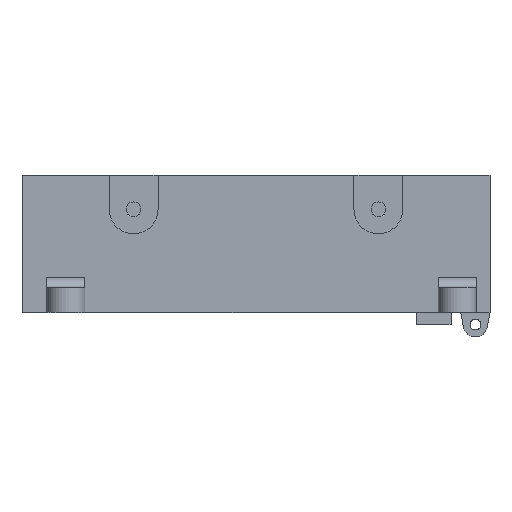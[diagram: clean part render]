
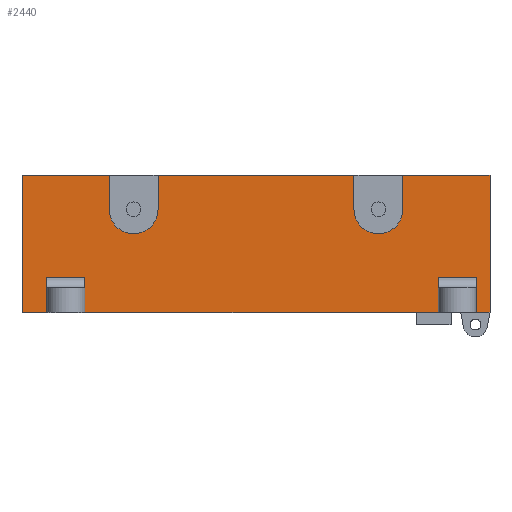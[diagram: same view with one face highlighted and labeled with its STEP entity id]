
A CAD part, top view. The second image highlights one B-rep face of the part: STEP entity #2440.
In plain terms, the highlighted planar face has unit normal (0, 0, 1).
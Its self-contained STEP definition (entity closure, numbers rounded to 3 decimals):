
#98=CIRCLE('',#2615,5.);
#101=CIRCLE('',#2623,5.);
#245=FACE_OUTER_BOUND('',#385,.T.);
#385=EDGE_LOOP('',(#2211,#2212,#2213,#2214,#2215,#2216,#2217,#2218,#2219,
#2220,#2221,#2222,#2223,#2224,#2225,#2226,#2227,#2228,#2229,#2230));
#443=LINE('',#3414,#727);
#446=LINE('',#3422,#730);
#449=LINE('',#3430,#733);
#510=LINE('',#3613,#794);
#515=LINE('',#3648,#799);
#527=LINE('',#3719,#811);
#528=LINE('',#3721,#812);
#531=LINE('',#3727,#815);
#534=LINE('',#3732,#818);
#617=LINE('',#3929,#901);
#622=LINE('',#3943,#906);
#627=LINE('',#3956,#911);
#632=LINE('',#3970,#916);
#636=LINE('',#3978,#920);
#637=LINE('',#3979,#921);
#638=LINE('',#3981,#922);
#668=LINE('',#4038,#952);
#670=LINE('',#4041,#954);
#727=VECTOR('',#2760,10.);
#730=VECTOR('',#2765,10.);
#733=VECTOR('',#2770,10.);
#794=VECTOR('',#2915,10.);
#799=VECTOR('',#2934,10.);
#811=VECTOR('',#2968,10.);
#812=VECTOR('',#2971,10.);
#815=VECTOR('',#2980,10.);
#818=VECTOR('',#2987,10.);
#901=VECTOR('',#3176,10.);
#906=VECTOR('',#3189,10.);
#911=VECTOR('',#3202,10.);
#916=VECTOR('',#3215,10.);
#920=VECTOR('',#3223,10.);
#921=VECTOR('',#3224,10.);
#922=VECTOR('',#3225,10.);
#952=VECTOR('',#3273,10.);
#954=VECTOR('',#3277,10.);
#997=VERTEX_POINT('',#3411);
#998=VERTEX_POINT('',#3413);
#1001=VERTEX_POINT('',#3419);
#1002=VERTEX_POINT('',#3421);
#1005=VERTEX_POINT('',#3427);
#1006=VERTEX_POINT('',#3429);
#1071=VERTEX_POINT('',#3610);
#1072=VERTEX_POINT('',#3612);
#1080=VERTEX_POINT('',#3645);
#1081=VERTEX_POINT('',#3647);
#1151=VERTEX_POINT('',#3927);
#1152=VERTEX_POINT('',#3928);
#1155=VERTEX_POINT('',#3936);
#1157=VERTEX_POINT('',#3942);
#1160=VERTEX_POINT('',#3954);
#1161=VERTEX_POINT('',#3955);
#1164=VERTEX_POINT('',#3963);
#1166=VERTEX_POINT('',#3969);
#1168=VERTEX_POINT('',#3977);
#1169=VERTEX_POINT('',#3980);
#1252=EDGE_CURVE('',#997,#998,#443,.T.);
#1256=EDGE_CURVE('',#1001,#1002,#446,.T.);
#1260=EDGE_CURVE('',#1005,#1006,#449,.T.);
#1344=EDGE_CURVE('',#1071,#1072,#510,.T.);
#1355=EDGE_CURVE('',#1080,#1081,#515,.T.);
#1374=EDGE_CURVE('',#1001,#1072,#527,.T.);
#1375=EDGE_CURVE('',#1071,#998,#528,.T.);
#1378=EDGE_CURVE('',#1080,#1002,#531,.T.);
#1381=EDGE_CURVE('',#1005,#1081,#534,.T.);
#1478=EDGE_CURVE('',#1151,#1152,#617,.T.);
#1482=EDGE_CURVE('',#1152,#1155,#98,.T.);
#1485=EDGE_CURVE('',#1155,#1157,#622,.T.);
#1491=EDGE_CURVE('',#1160,#1161,#627,.T.);
#1495=EDGE_CURVE('',#1161,#1164,#101,.T.);
#1498=EDGE_CURVE('',#1164,#1166,#632,.T.);
#1502=EDGE_CURVE('',#1168,#1157,#636,.T.);
#1503=EDGE_CURVE('',#1151,#1166,#637,.T.);
#1504=EDGE_CURVE('',#1160,#1169,#638,.T.);
#1534=EDGE_CURVE('',#1006,#1168,#668,.T.);
#1536=EDGE_CURVE('',#997,#1169,#670,.T.);
#2211=ORIENTED_EDGE('',*,*,#1375,.T.);
#2212=ORIENTED_EDGE('',*,*,#1252,.F.);
#2213=ORIENTED_EDGE('',*,*,#1536,.T.);
#2214=ORIENTED_EDGE('',*,*,#1504,.F.);
#2215=ORIENTED_EDGE('',*,*,#1491,.T.);
#2216=ORIENTED_EDGE('',*,*,#1495,.T.);
#2217=ORIENTED_EDGE('',*,*,#1498,.T.);
#2218=ORIENTED_EDGE('',*,*,#1503,.F.);
#2219=ORIENTED_EDGE('',*,*,#1478,.T.);
#2220=ORIENTED_EDGE('',*,*,#1482,.T.);
#2221=ORIENTED_EDGE('',*,*,#1485,.T.);
#2222=ORIENTED_EDGE('',*,*,#1502,.F.);
#2223=ORIENTED_EDGE('',*,*,#1534,.F.);
#2224=ORIENTED_EDGE('',*,*,#1260,.F.);
#2225=ORIENTED_EDGE('',*,*,#1381,.T.);
#2226=ORIENTED_EDGE('',*,*,#1355,.F.);
#2227=ORIENTED_EDGE('',*,*,#1378,.T.);
#2228=ORIENTED_EDGE('',*,*,#1256,.F.);
#2229=ORIENTED_EDGE('',*,*,#1374,.T.);
#2230=ORIENTED_EDGE('',*,*,#1344,.F.);
#2323=PLANE('',#2638);
#2440=ADVANCED_FACE('',(#245),#2323,.T.);
#2615=AXIS2_PLACEMENT_3D('',#3937,#3182,#3183);
#2623=AXIS2_PLACEMENT_3D('',#3964,#3208,#3209);
#2638=AXIS2_PLACEMENT_3D('',#4042,#3278,#3279);
#2760=DIRECTION('',(-1.,0.,0.));
#2765=DIRECTION('',(-1.,0.,0.));
#2770=DIRECTION('',(-1.,0.,0.));
#2915=DIRECTION('',(-1.,0.,0.));
#2934=DIRECTION('',(-1.,0.,0.));
#2968=DIRECTION('',(0.,1.,0.));
#2971=DIRECTION('',(0.,-1.,0.));
#2980=DIRECTION('',(0.,-1.,0.));
#2987=DIRECTION('',(0.,1.,0.));
#3176=DIRECTION('',(0.,-1.,0.));
#3182=DIRECTION('center_axis',(0.,0.,-1.));
#3183=DIRECTION('ref_axis',(-1.,0.,0.));
#3189=DIRECTION('',(0.,1.,0.));
#3202=DIRECTION('',(0.,-1.,0.));
#3208=DIRECTION('center_axis',(0.,0.,-1.));
#3209=DIRECTION('ref_axis',(-1.,0.,0.));
#3215=DIRECTION('',(0.,1.,0.));
#3223=DIRECTION('',(1.,0.,0.));
#3224=DIRECTION('',(1.,0.,0.));
#3225=DIRECTION('',(1.,0.,0.));
#3273=DIRECTION('',(0.,1.,0.));
#3277=DIRECTION('',(0.,1.,0.));
#3278=DIRECTION('center_axis',(0.,0.,1.));
#3279=DIRECTION('ref_axis',(1.,0.,0.));
#3411=CARTESIAN_POINT('',(47.8,0.,36.608));
#3413=CARTESIAN_POINT('',(45.031,0.,36.608));
#3414=CARTESIAN_POINT('',(47.8,0.,36.608));
#3419=CARTESIAN_POINT('',(37.231,0.,36.608));
#3421=CARTESIAN_POINT('',(-34.969,0.,36.608));
#3422=CARTESIAN_POINT('',(47.8,0.,36.608));
#3427=CARTESIAN_POINT('',(-42.769,0.,36.608));
#3429=CARTESIAN_POINT('',(-47.8,0.,36.608));
#3430=CARTESIAN_POINT('',(47.8,0.,36.608));
#3610=CARTESIAN_POINT('',(45.031,7.,36.608));
#3612=CARTESIAN_POINT('',(37.231,7.,36.608));
#3613=CARTESIAN_POINT('',(-3.335,7.,36.608));
#3645=CARTESIAN_POINT('',(-34.969,7.,36.608));
#3647=CARTESIAN_POINT('',(-42.769,7.,36.608));
#3648=CARTESIAN_POINT('',(-43.335,7.,36.608));
#3719=CARTESIAN_POINT('',(37.231,0.,36.608));
#3721=CARTESIAN_POINT('',(45.031,0.,36.608));
#3727=CARTESIAN_POINT('',(-34.969,0.,36.608));
#3732=CARTESIAN_POINT('',(-42.769,0.,36.608));
#3927=CARTESIAN_POINT('',(-20.,28.,36.608));
#3928=CARTESIAN_POINT('',(-20.,21.,36.608));
#3929=CARTESIAN_POINT('',(-20.,10.5,36.608));
#3936=CARTESIAN_POINT('',(-30.,21.,36.608));
#3937=CARTESIAN_POINT('Origin',(-25.,21.,36.608));
#3942=CARTESIAN_POINT('',(-30.,28.,36.608));
#3943=CARTESIAN_POINT('',(-30.,14.,36.608));
#3954=CARTESIAN_POINT('',(30.,28.,36.608));
#3955=CARTESIAN_POINT('',(30.,21.,36.608));
#3956=CARTESIAN_POINT('',(30.,10.5,36.608));
#3963=CARTESIAN_POINT('',(20.,21.,36.608));
#3964=CARTESIAN_POINT('Origin',(25.,21.,36.608));
#3969=CARTESIAN_POINT('',(20.,28.,36.608));
#3970=CARTESIAN_POINT('',(20.,14.,36.608));
#3977=CARTESIAN_POINT('',(-47.8,28.,36.608));
#3978=CARTESIAN_POINT('',(-47.8,28.,36.608));
#3979=CARTESIAN_POINT('',(-47.8,28.,36.608));
#3980=CARTESIAN_POINT('',(47.8,28.,36.608));
#3981=CARTESIAN_POINT('',(-47.8,28.,36.608));
#4038=CARTESIAN_POINT('',(-47.8,0.,36.608));
#4041=CARTESIAN_POINT('',(47.8,0.,36.608));
#4042=CARTESIAN_POINT('Origin',(-47.8,0.,36.608));
